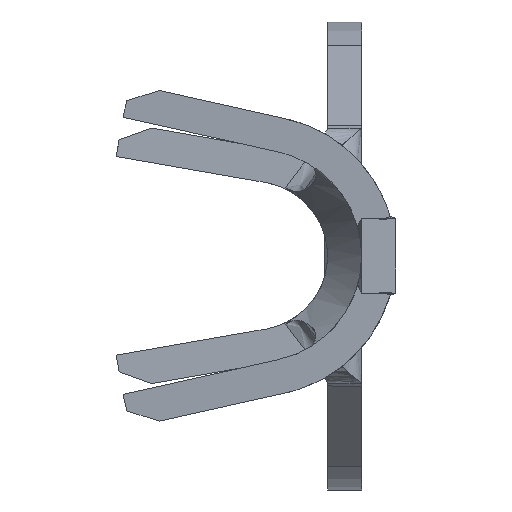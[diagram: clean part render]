
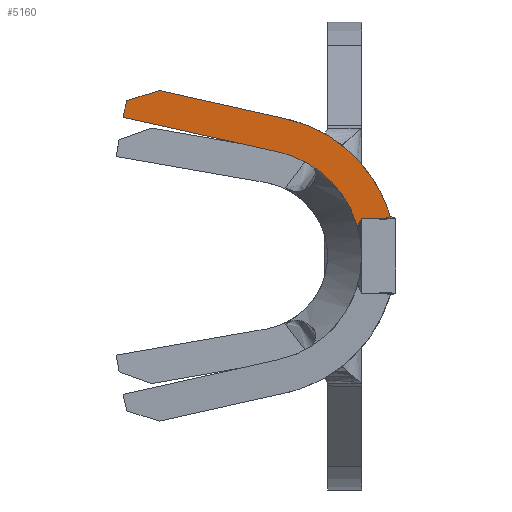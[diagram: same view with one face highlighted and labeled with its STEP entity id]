
A CAD part, left-side view. The second image highlights one B-rep face of the part: STEP entity #5160.
In plain terms, the highlighted planar face has unit normal (-0.996, 0.087, 0).
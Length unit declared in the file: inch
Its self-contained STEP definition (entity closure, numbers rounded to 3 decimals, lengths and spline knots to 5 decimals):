
#88 = CARTESIAN_POINT ( 'NONE',  ( -0.9849, 0.11113, 0.20105 ) ) ;
#182 = PLANE ( 'NONE',  #6785 ) ;
#189 = VECTOR ( 'NONE', #6877, 39.37008 ) ;
#222 = CARTESIAN_POINT ( 'NONE',  ( -0.98893, 0.06505, 0.13954 ) ) ;
#258 = ORIENTED_EDGE ( 'NONE', *, *, #6722, .F. ) ;
#378 = LINE ( 'NONE', #6309, #189 ) ;
#465 = EDGE_CURVE ( 'NONE', #3498, #4313, #6545, .T. ) ;
#821 = VERTEX_POINT ( 'NONE', #2638 ) ;
#1183 = ORIENTED_EDGE ( 'NONE', *, *, #4127, .F. ) ;
#1329 = LINE ( 'NONE', #3386, #2708 ) ;
#1397 = CARTESIAN_POINT ( 'NONE',  ( -0.98395, 0.12202, 0.15225 ) ) ;
#1468 = CARTESIAN_POINT ( 'NONE',  ( -0.98395, 0.12202, 0.15225 ) ) ;
#1644 = EDGE_CURVE ( 'NONE', #4313, #821, #5038, .T. ) ;
#1735 =( BOUNDED_CURVE ( )  B_SPLINE_CURVE ( 3, ( #4877, #4300, #222, #1397 ),
 .UNSPECIFIED., .F., .F. ) 
 B_SPLINE_CURVE_WITH_KNOTS ( ( 4, 4 ),
 ( 0.28288, 1.35123 ),
 .UNSPECIFIED. ) 
 CURVE ( )  GEOMETRIC_REPRESENTATION_ITEM ( )  RATIONAL_B_SPLINE_CURVE ( ( 1., 0.907, 0.907, 1. ) ) 
 REPRESENTATION_ITEM ( '' )  );
#1800 = DIRECTION ( 'NONE',  ( -0.085, -0.972, -0.217 ) ) ;
#1961 = VECTOR ( 'NONE', #6836, 39.37008 ) ;
#1974 = VECTOR ( 'NONE', #4848, 39.37008 ) ;
#2140 = CARTESIAN_POINT ( 'NONE',  ( -0.9849, 0.11113, 0.20105 ) ) ;
#2172 = EDGE_LOOP ( 'NONE', ( #258, #4542, #4900, #6233, #7154, #2662, #1183 ) ) ;
#2313 = FACE_OUTER_BOUND ( 'NONE', #2172, .T. ) ;
#2546 = DIRECTION ( 'NONE',  ( 0.087, 0.996, 0. ) ) ;
#2638 = CARTESIAN_POINT ( 'NONE',  ( -0.96865, 0.29685, 0.2425 ) ) ;
#2662 = ORIENTED_EDGE ( 'NONE', *, *, #6386, .F. ) ;
#2708 = VECTOR ( 'NONE', #4007, 39.37008 ) ;
#2736 = CARTESIAN_POINT ( 'NONE',  ( -0.9964, -0.0203, 0.13152 ) ) ;
#2822 = CARTESIAN_POINT ( 'NONE',  ( -0.96448, 0.34455, 0.22753 ) ) ;
#3386 = CARTESIAN_POINT ( 'NONE',  ( -0.99828, -0.04181, 0.0575 ) ) ;
#3498 = VERTEX_POINT ( 'NONE', #6383 ) ;
#3988 = EDGE_CURVE ( 'NONE', #821, #4464, #4496, .T. ) ;
#4007 = DIRECTION ( 'NONE',  ( 0.084, 0.957, -0.278 ) ) ;
#4127 = EDGE_CURVE ( 'NONE', #5423, #5348, #1735, .T. ) ;
#4300 = CARTESIAN_POINT ( 'NONE',  ( -0.99266, 0.02249, 0.09959 ) ) ;
#4313 = VERTEX_POINT ( 'NONE', #2822 ) ;
#4464 = VERTEX_POINT ( 'NONE', #88 ) ;
#4496 = LINE ( 'NONE', #4800, #5993 ) ;
#4542 = ORIENTED_EDGE ( 'NONE', *, *, #4752, .F. ) ;
#4752 = EDGE_CURVE ( 'NONE', #4464, #5608, #7250, .T. ) ;
#4800 = CARTESIAN_POINT ( 'NONE',  ( -0.98356, 0.12651, 0.20449 ) ) ;
#4848 = DIRECTION ( 'NONE',  ( -0.019, -0.218, 0.976 ) ) ;
#4877 = CARTESIAN_POINT ( 'NONE',  ( -0.99408, 0.0062, 0.04354 ) ) ;
#4900 = ORIENTED_EDGE ( 'NONE', *, *, #3988, .F. ) ;
#5012 = CARTESIAN_POINT ( 'NONE',  ( -0.99148, 0.0359, 0.18427 ) ) ;
#5038 = LINE ( 'NONE', #5869, #1961 ) ;
#5160 = ADVANCED_FACE ( 'NONE', ( #2313 ), #182, .F. ) ;
#5348 = VERTEX_POINT ( 'NONE', #1468 ) ;
#5423 = VERTEX_POINT ( 'NONE', #7234 ) ;
#5608 = VERTEX_POINT ( 'NONE', #6864 ) ;
#5869 = CARTESIAN_POINT ( 'NONE',  ( -0.96334, 0.35764, 0.22342 ) ) ;
#5958 = DIRECTION ( 'NONE',  ( 0.996, -0.087, 0. ) ) ;
#5993 = VECTOR ( 'NONE', #1800, 39.37008 ) ;
#6233 = ORIENTED_EDGE ( 'NONE', *, *, #1644, .F. ) ;
#6309 = CARTESIAN_POINT ( 'NONE',  ( -0.98261, 0.13732, 0.15567 ) ) ;
#6383 = CARTESIAN_POINT ( 'NONE',  ( -0.964, 0.35, 0.20313 ) ) ;
#6386 = EDGE_CURVE ( 'NONE', #5348, #3498, #378, .T. ) ;
#6498 = CARTESIAN_POINT ( 'NONE',  ( -0.999, -0.05, -0.25 ) ) ;
#6545 = LINE ( 'NONE', #7150, #1974 ) ;
#6698 = CARTESIAN_POINT ( 'NONE',  ( -0.99828, -0.04181, 0.0575 ) ) ;
#6722 = EDGE_CURVE ( 'NONE', #5608, #5423, #1329, .T. ) ;
#6785 = AXIS2_PLACEMENT_3D ( 'NONE', #6498, #5958, #2546 ) ;
#6836 = DIRECTION ( 'NONE',  ( -0.083, -0.951, 0.298 ) ) ;
#6864 = CARTESIAN_POINT ( 'NONE',  ( -0.99828, -0.04181, 0.0575 ) ) ;
#6877 = DIRECTION ( 'NONE',  ( 0.085, 0.972, 0.217 ) ) ;
#7150 = CARTESIAN_POINT ( 'NONE',  ( -0.96394, 0.35068, 0.20006 ) ) ;
#7154 = ORIENTED_EDGE ( 'NONE', *, *, #465, .F. ) ;
#7234 = CARTESIAN_POINT ( 'NONE',  ( -0.99408, 0.0062, 0.04354 ) ) ;
#7250 =( BOUNDED_CURVE ( )  B_SPLINE_CURVE ( 3, ( #2140, #5012, #2736, #6698 ),
 .UNSPECIFIED., .F., .F. ) 
 B_SPLINE_CURVE_WITH_KNOTS ( ( 4, 4 ),
 ( 4.93196, 6.0003 ),
 .UNSPECIFIED. ) 
 CURVE ( )  GEOMETRIC_REPRESENTATION_ITEM ( )  RATIONAL_B_SPLINE_CURVE ( ( 1., 0.907, 0.907, 1. ) ) 
 REPRESENTATION_ITEM ( '' )  );
